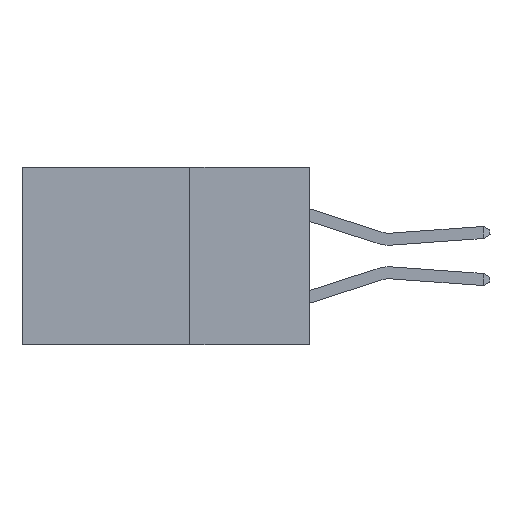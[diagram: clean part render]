
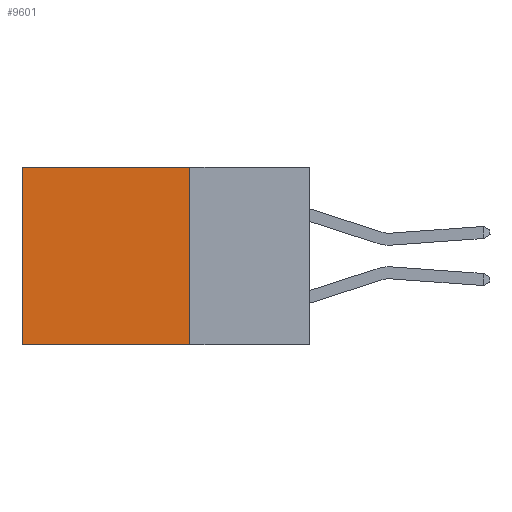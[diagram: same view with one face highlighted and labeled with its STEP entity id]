
A CAD part, left-side view. The second image highlights one B-rep face of the part: STEP entity #9601.
In plain terms, the highlighted planar face has unit normal (-1, 0, 0).
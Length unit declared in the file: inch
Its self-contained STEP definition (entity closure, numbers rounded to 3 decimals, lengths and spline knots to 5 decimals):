
#312 = CARTESIAN_POINT ( 'NONE',  ( 0.2615, 0.25, -0.37 ) ) ;
#887 = CARTESIAN_POINT ( 'NONE',  ( 0.2615, 0.6, -0.37 ) ) ;
#1010 = CARTESIAN_POINT ( 'NONE',  ( 0.2615, 0.25, 0. ) ) ;
#1024 = DIRECTION ( 'NONE',  ( 0., 1., 0. ) ) ;
#2514 = LINE ( 'NONE', #1010, #10487 ) ;
#3829 = LINE ( 'NONE', #9480, #8837 ) ;
#5212 = EDGE_CURVE ( 'NONE', #5294, #8886, #8681, .T. ) ;
#5225 = ORIENTED_EDGE ( 'NONE', *, *, #10954, .T. ) ;
#5294 = VERTEX_POINT ( 'NONE', #10651 ) ;
#5446 = EDGE_CURVE ( 'NONE', #8909, #8886, #3829, .T. ) ;
#7475 = VECTOR ( 'NONE', #8301, 39.37008 ) ;
#7828 = CARTESIAN_POINT ( 'NONE',  ( 0.2615, 0.25, -0.37 ) ) ;
#7829 = ORIENTED_EDGE ( 'NONE', *, *, #5212, .T. ) ;
#7843 = EDGE_CURVE ( 'NONE', #9564, #8909, #9813, .T. ) ;
#8301 = DIRECTION ( 'NONE',  ( 0., 0., -1. ) ) ;
#8681 = LINE ( 'NONE', #11240, #11544 ) ;
#8837 = VECTOR ( 'NONE', #9310, 39.37008 ) ;
#8886 = VERTEX_POINT ( 'NONE', #887 ) ;
#8909 = VERTEX_POINT ( 'NONE', #312 ) ;
#9125 = EDGE_LOOP ( 'NONE', ( #7829, #11031, #9279, #5225 ) ) ;
#9279 = ORIENTED_EDGE ( 'NONE', *, *, #7843, .F. ) ;
#9282 = DIRECTION ( 'NONE',  ( 0., 0., -1. ) ) ;
#9297 = DIRECTION ( 'NONE',  ( 1., 0., 0. ) ) ;
#9298 = PLANE ( 'NONE',  #9558 ) ;
#9310 = DIRECTION ( 'NONE',  ( 0., 1., 0. ) ) ;
#9373 = CARTESIAN_POINT ( 'NONE',  ( 0.2615, 0.25, -0.37 ) ) ;
#9478 = CARTESIAN_POINT ( 'NONE',  ( 0.2615, 0.25, 0. ) ) ;
#9480 = CARTESIAN_POINT ( 'NONE',  ( 0.2615, 0.25, -0.37 ) ) ;
#9558 = AXIS2_PLACEMENT_3D ( 'NONE', #9373, #9297, #9282 ) ;
#9564 = VERTEX_POINT ( 'NONE', #9478 ) ;
#9601 = ADVANCED_FACE ( 'NONE', ( #10523 ), #9298, .F. ) ;
#9813 = LINE ( 'NONE', #7828, #7475 ) ;
#10487 = VECTOR ( 'NONE', #1024, 39.37008 ) ;
#10523 = FACE_OUTER_BOUND ( 'NONE', #9125, .T. ) ;
#10651 = CARTESIAN_POINT ( 'NONE',  ( 0.2615, 0.6, 0. ) ) ;
#10954 = EDGE_CURVE ( 'NONE', #9564, #5294, #2514, .T. ) ;
#11031 = ORIENTED_EDGE ( 'NONE', *, *, #5446, .F. ) ;
#11240 = CARTESIAN_POINT ( 'NONE',  ( 0.2615, 0.6, -0.37 ) ) ;
#11330 = DIRECTION ( 'NONE',  ( 0., 0., -1. ) ) ;
#11544 = VECTOR ( 'NONE', #11330, 39.37008 ) ;
